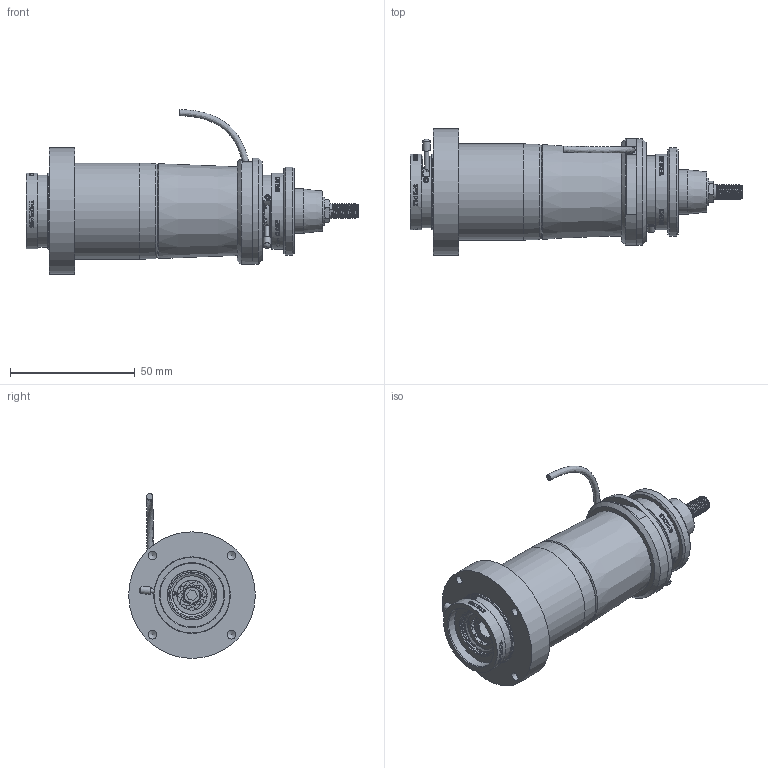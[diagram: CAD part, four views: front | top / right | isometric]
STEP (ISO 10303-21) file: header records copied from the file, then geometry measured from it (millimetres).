
FILE_DESCRIPTION (( 'STEP AP214' ), '1' );
FILE_NAME ('STN012213-E0W1.STEP', '2014-09-05T07:04:08', ( '' ), ( '' ), 'SwSTEP 2.0', 'SolidWorks 2014', '' );
FILE_SCHEMA (( 'AUTOMOTIVE_DESIGN' ));
Length unit declared in the file: millimetre
Products named in the file (1): STN012213-E0W1
Bounding box: 133.21 x 50.8 x 66.16 mm (x, y, z)
Volume: 69120.4 mm3; surface area: 60602.3 mm2
Topology: 42 solids, 42 shells, 1286 faces, 3179 edges, 2106 vertices
Faces by surface type: plane 616, cylinder 314, bspline 284, cone 65, torus 5, sphere 2
Full cylindrical faces by diameter (mm): 1 x1, 1.092 x2, 1.524 x20, 1.6 x2, 1.626 x2, 1.651 x22, 1.676 x20, 2.184 x4, 2.5 x1, 2.87 x1, 2.985 x2, 3.454 x4, 4.596 x1, 5.28 x1, 6.35 x2, 8.255 x2, 9.779 x1, 10.16 x1, 11.15 x1, 12.04 x2, 12.116 x2, 12.7 x3, 13.335 x1, 13.589 x1, 17.78 x1, 18.491 x2, 18.631 x4, 18.796 x2, 19.812 x2, 19.837 x2
Entity records: 68427 total; most frequent: CARTESIAN_POINT 39717, ORIENTED_EDGE 5818, DIRECTION 5216, EDGE_CURVE 2909, VERTEX_POINT 2040, AXIS2_PLACEMENT_3D 1957, EDGE_LOOP 1707, FACE_OUTER_BOUND 1434
